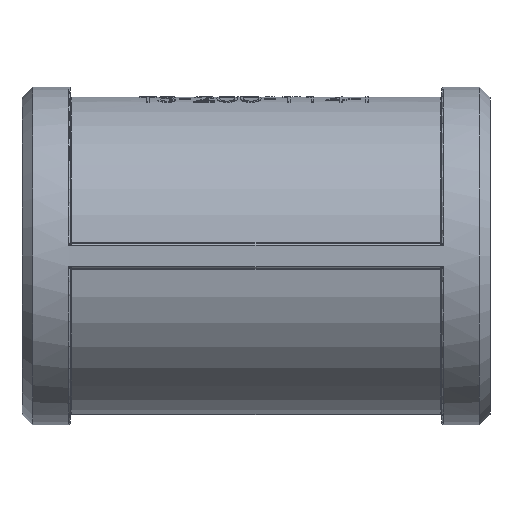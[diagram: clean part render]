
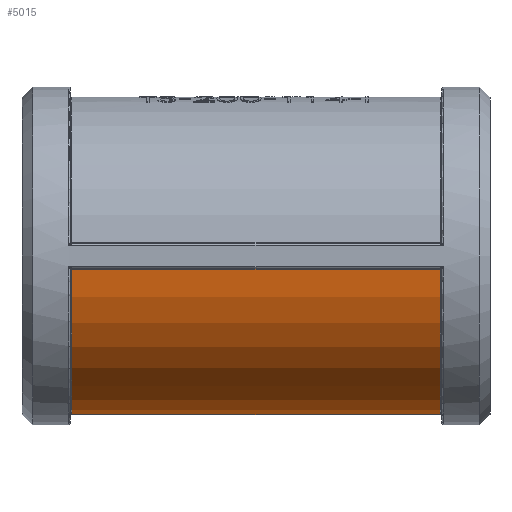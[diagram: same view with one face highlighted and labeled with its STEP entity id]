
A CAD part, front view. The second image highlights one B-rep face of the part: STEP entity #5015.
In plain terms, the highlighted cylindrical face has radius 33 mm (diameter 66 mm), a partial arc.
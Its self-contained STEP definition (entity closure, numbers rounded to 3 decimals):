
#132 = EDGE_CURVE ( 'NONE', #24935, #24960, #27178, .T. ) ;
#148 = EDGE_CURVE ( 'NONE', #24939, #25084, #27250, .T. ) ;
#149 = EDGE_CURVE ( 'NONE', #25084, #24900, #21723, .T. ) ;
#194 = EDGE_CURVE ( 'NONE', #24900, #25054, #19269, .T. ) ;
#200 = EDGE_CURVE ( 'NONE', #24972, #24935, #4538, .T. ) ;
#216 = EDGE_CURVE ( 'NONE', #25054, #24972, #21919, .T. ) ;
#226 = EDGE_CURVE ( 'NONE', #24960, #24939, #4567, .T. ) ;
#4451 = VECTOR ( 'NONE', #27197, 1000. ) ;
#4488 = VECTOR ( 'NONE', #27238, 1000. ) ;
#4536 = AXIS2_PLACEMENT_3D ( 'NONE', #22031, #22022, #22015 ) ;
#4538 = CIRCLE ( 'NONE', #4545, 33. ) ;
#4545 = AXIS2_PLACEMENT_3D ( 'NONE', #21901, #21880, #21882 ) ;
#4561 = VECTOR ( 'NONE', #21997, 1000. ) ;
#4567 = CIRCLE ( 'NONE', #4536, 33. ) ;
#5015 = ADVANCED_FACE ( 'NONE', ( #14674 ), #14664, .T. ) ;
#6797 = CARTESIAN_POINT ( 'NONE',  ( 0., 21.585, -24.962 ) ) ;
#6862 = CARTESIAN_POINT ( 'NONE',  ( -38.2, 32.883, -2.775 ) ) ;
#6871 = CARTESIAN_POINT ( 'NONE',  ( 38.2, -32.883, -2.775 ) ) ;
#6883 = CARTESIAN_POINT ( 'NONE',  ( 38.2, 32.883, -2.775 ) ) ;
#6907 = CARTESIAN_POINT ( 'NONE',  ( -38.2, -32.883, -2.775 ) ) ;
#6915 = CARTESIAN_POINT ( 'NONE',  ( -29.317, 32.883, -2.775 ) ) ;
#6932 = CARTESIAN_POINT ( 'NONE',  ( 29.317, 32.883, -2.775 ) ) ;
#14664 = CYLINDRICAL_SURFACE ( 'NONE', #23420, 33. ) ;
#14674 = FACE_OUTER_BOUND ( 'NONE', #19461, .T. ) ;
#14684 = CARTESIAN_POINT ( 'NONE',  ( 0., 0., 0. ) ) ;
#14716 = DIRECTION ( 'NONE',  ( 1., 0., 0. ) ) ;
#14732 = DIRECTION ( 'NONE',  ( 0., -1., 0. ) ) ;
#19269 = B_SPLINE_CURVE_WITH_KNOTS ( 'NONE', 3,
 ( #21892, #21896, #21902, #21890, #21872, #21878, #21885, #21900 ),
 .UNSPECIFIED., .F., .F.,
 ( 4, 1, 1, 1, 1, 4 ),
 ( 0., 0.143, 0.286, 0.571, 0.857, 1. ),
 .UNSPECIFIED. ) ;
#19461 = EDGE_LOOP ( 'NONE', ( #25390, #25386, #25432, #25409, #25398, #25436, #25451 ) ) ;
#21723 = B_SPLINE_CURVE_WITH_KNOTS ( 'NONE', 3,
 ( #27222, #27253, #27223, #27226, #27228, #27229, #27284, #27285 ),
 .UNSPECIFIED., .F., .F.,
 ( 4, 1, 1, 1, 1, 4 ),
 ( 0., 0.286, 0.429, 0.714, 0.857, 1. ),
 .UNSPECIFIED. ) ;
#21872 = CARTESIAN_POINT ( 'NONE',  ( -22.259, 28.513, -17.378 ) ) ;
#21878 = CARTESIAN_POINT ( 'NONE',  ( -27.649, 31.818, -9.926 ) ) ;
#21880 = DIRECTION ( 'NONE',  ( -1., 0., 0. ) ) ;
#21882 = DIRECTION ( 'NONE',  ( 0., 0., -1. ) ) ;
#21885 = CARTESIAN_POINT ( 'NONE',  ( -29.078, 32.73, -4.586 ) ) ;
#21890 = CARTESIAN_POINT ( 'NONE',  ( -14.275, 24.459, -22.297 ) ) ;
#21892 = CARTESIAN_POINT ( 'NONE',  ( 0., 21.585, -24.962 ) ) ;
#21896 = CARTESIAN_POINT ( 'NONE',  ( -2.161, 21.585, -24.962 ) ) ;
#21900 = CARTESIAN_POINT ( 'NONE',  ( -29.317, 32.883, -2.775 ) ) ;
#21901 = CARTESIAN_POINT ( 'NONE',  ( -38.2, 0., 0. ) ) ;
#21902 = CARTESIAN_POINT ( 'NONE',  ( -6.475, 22.07, -24.553 ) ) ;
#21919 = LINE ( 'NONE', #21987, #4561 ) ;
#21987 = CARTESIAN_POINT ( 'NONE',  ( 0., 32.883, -2.775 ) ) ;
#21997 = DIRECTION ( 'NONE',  ( -1., 0., 0. ) ) ;
#22015 = DIRECTION ( 'NONE',  ( 0., 0., -1. ) ) ;
#22022 = DIRECTION ( 'NONE',  ( 1., 0., 0. ) ) ;
#22031 = CARTESIAN_POINT ( 'NONE',  ( 38.2, 0., 0. ) ) ;
#23420 = AXIS2_PLACEMENT_3D ( 'NONE', #14684, #14716, #14732 ) ;
#24900 = VERTEX_POINT ( 'NONE', #6797 ) ;
#24935 = VERTEX_POINT ( 'NONE', #6907 ) ;
#24939 = VERTEX_POINT ( 'NONE', #6883 ) ;
#24960 = VERTEX_POINT ( 'NONE', #6871 ) ;
#24972 = VERTEX_POINT ( 'NONE', #6862 ) ;
#25054 = VERTEX_POINT ( 'NONE', #6915 ) ;
#25084 = VERTEX_POINT ( 'NONE', #6932 ) ;
#25386 = ORIENTED_EDGE ( 'NONE', *, *, #132, .F. ) ;
#25390 = ORIENTED_EDGE ( 'NONE', *, *, #226, .F. ) ;
#25398 = ORIENTED_EDGE ( 'NONE', *, *, #194, .F. ) ;
#25409 = ORIENTED_EDGE ( 'NONE', *, *, #216, .F. ) ;
#25432 = ORIENTED_EDGE ( 'NONE', *, *, #200, .F. ) ;
#25436 = ORIENTED_EDGE ( 'NONE', *, *, #149, .F. ) ;
#25451 = ORIENTED_EDGE ( 'NONE', *, *, #148, .F. ) ;
#27178 = LINE ( 'NONE', #27195, #4451 ) ;
#27195 = CARTESIAN_POINT ( 'NONE',  ( 0., -32.883, -2.775 ) ) ;
#27197 = DIRECTION ( 'NONE',  ( 1., 0., 0. ) ) ;
#27213 = CARTESIAN_POINT ( 'NONE',  ( 0., 32.883, -2.775 ) ) ;
#27222 = CARTESIAN_POINT ( 'NONE',  ( 29.317, 32.883, -2.775 ) ) ;
#27223 = CARTESIAN_POINT ( 'NONE',  ( 26.699, 31.194, -11.565 ) ) ;
#27226 = CARTESIAN_POINT ( 'NONE',  ( 20.664, 27.702, -18.347 ) ) ;
#27228 = CARTESIAN_POINT ( 'NONE',  ( 14.275, 24.458, -22.303 ) ) ;
#27229 = CARTESIAN_POINT ( 'NONE',  ( 6.475, 22.07, -24.551 ) ) ;
#27238 = DIRECTION ( 'NONE',  ( -1., 0., 0. ) ) ;
#27250 = LINE ( 'NONE', #27213, #4488 ) ;
#27253 = CARTESIAN_POINT ( 'NONE',  ( 28.838, 32.578, -6.397 ) ) ;
#27284 = CARTESIAN_POINT ( 'NONE',  ( 2.161, 21.585, -24.962 ) ) ;
#27285 = CARTESIAN_POINT ( 'NONE',  ( 0., 21.585, -24.962 ) ) ;
